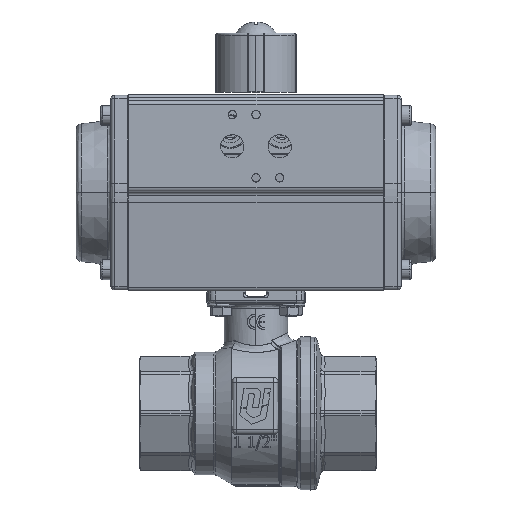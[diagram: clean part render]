
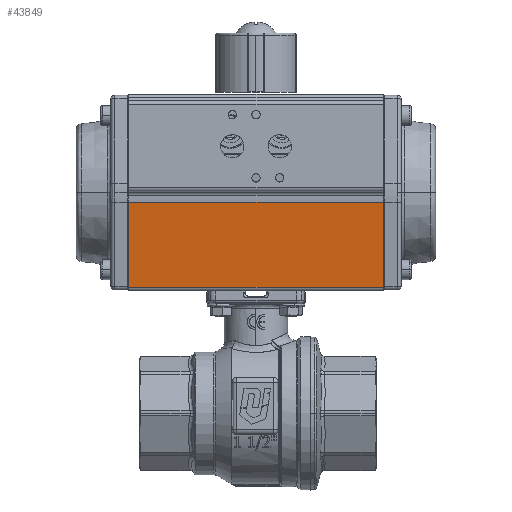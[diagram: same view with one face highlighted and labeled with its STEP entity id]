
A CAD part, front view. The second image highlights one B-rep face of the part: STEP entity #43849.
In plain terms, the highlighted planar face has unit normal (0, 0.993, 0.116).
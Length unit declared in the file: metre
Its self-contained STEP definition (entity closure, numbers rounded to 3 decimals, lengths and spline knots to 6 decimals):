
#1226 = DIRECTION ( 'NONE',  ( 0., 0.993, 0.115 ) ) ;
#9745 = VERTEX_POINT ( 'NONE', #72563 ) ;
#12066 = CARTESIAN_POINT ( 'NONE',  ( -0.090373, -0.07143, 0.167244 ) ) ;
#16051 = LINE ( 'NONE', #29736, #64722 ) ;
#16229 = CARTESIAN_POINT ( 'NONE',  ( -0.090373, -0.07143, 0.167244 ) ) ;
#17561 = VECTOR ( 'NONE', #70019, 1. ) ;
#18499 = VECTOR ( 'NONE', #47573, 1. ) ;
#18862 = LINE ( 'NONE', #34359, #18499 ) ;
#21883 = ORIENTED_EDGE ( 'NONE', *, *, #32942, .T. ) ;
#22174 = VECTOR ( 'NONE', #73266, 1. ) ;
#29736 = CARTESIAN_POINT ( 'NONE',  ( 0.038627, -0.07143, 0.167244 ) ) ;
#32942 = EDGE_CURVE ( 'NONE', #77046, #92985, #51565, .T. ) ;
#34359 = CARTESIAN_POINT ( 'NONE',  ( -0.090373, -0.076443, 0.210376 ) ) ;
#36983 = CARTESIAN_POINT ( 'NONE',  ( -0.090373, -0.07143, 0.167244 ) ) ;
#43849 = ADVANCED_FACE ( 'NONE', ( #74960 ), #72816, .T. ) ;
#47573 = DIRECTION ( 'NONE',  ( 1., 0., 0. ) ) ;
#47879 = LINE ( 'NONE', #12066, #17561 ) ;
#51565 = LINE ( 'NONE', #16229, #22174 ) ;
#59989 = CARTESIAN_POINT ( 'NONE',  ( -0.090373, -0.07143, 0.167244 ) ) ;
#60518 = ORIENTED_EDGE ( 'NONE', *, *, #70621, .T. ) ;
#64722 = VECTOR ( 'NONE', #80651, 1. ) ;
#65725 = DIRECTION ( 'NONE',  ( 0., -0.115, 0.993 ) ) ;
#67141 = EDGE_CURVE ( 'NONE', #9745, #77046, #16051, .T. ) ;
#67269 = ORIENTED_EDGE ( 'NONE', *, *, #90954, .T. ) ;
#67515 = CARTESIAN_POINT ( 'NONE',  ( 0.038627, -0.07143, 0.167244 ) ) ;
#68109 = AXIS2_PLACEMENT_3D ( 'NONE', #36983, #1226, #65725 ) ;
#68450 = VERTEX_POINT ( 'NONE', #91813 ) ;
#70019 = DIRECTION ( 'NONE',  ( 0., -0.115, 0.993 ) ) ;
#70621 = EDGE_CURVE ( 'NONE', #68450, #9745, #18862, .T. ) ;
#72563 = CARTESIAN_POINT ( 'NONE',  ( 0.038627, -0.076443, 0.210376 ) ) ;
#72816 = PLANE ( 'NONE',  #68109 ) ;
#73266 = DIRECTION ( 'NONE',  ( -1., 0., 0. ) ) ;
#74960 = FACE_OUTER_BOUND ( 'NONE', #76869, .T. ) ;
#76869 = EDGE_LOOP ( 'NONE', ( #60518, #91224, #21883, #67269 ) ) ;
#77046 = VERTEX_POINT ( 'NONE', #67515 ) ;
#80651 = DIRECTION ( 'NONE',  ( 0., 0.115, -0.993 ) ) ;
#90954 = EDGE_CURVE ( 'NONE', #92985, #68450, #47879, .T. ) ;
#91224 = ORIENTED_EDGE ( 'NONE', *, *, #67141, .T. ) ;
#91813 = CARTESIAN_POINT ( 'NONE',  ( -0.090373, -0.076443, 0.210376 ) ) ;
#92985 = VERTEX_POINT ( 'NONE', #59989 ) ;
